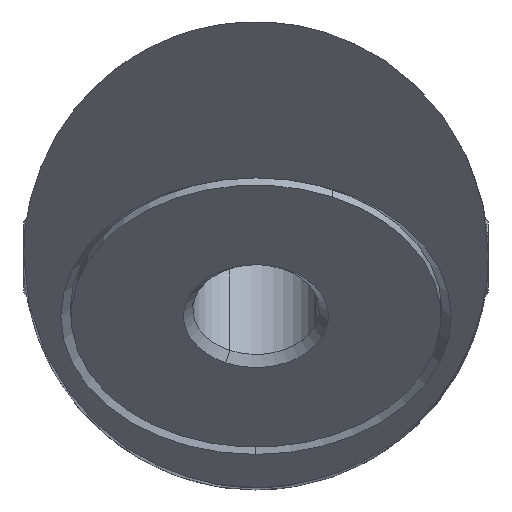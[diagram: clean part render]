
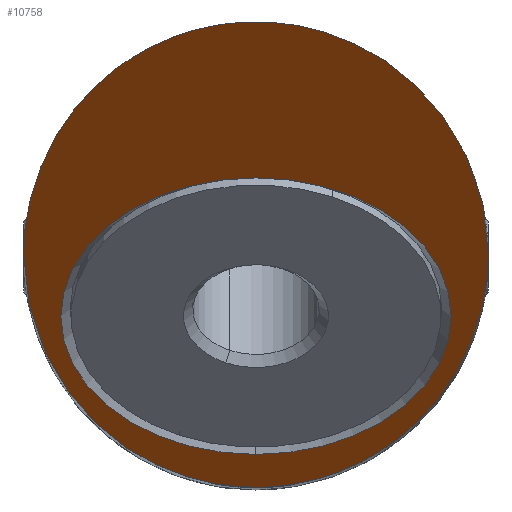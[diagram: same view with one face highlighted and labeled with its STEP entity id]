
A CAD part, top view. The second image highlights one B-rep face of the part: STEP entity #10758.
In plain terms, the highlighted planar face has unit normal (0, -0.707, 0.707).
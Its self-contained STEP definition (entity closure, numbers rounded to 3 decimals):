
#552 = CARTESIAN_POINT ( 'NONE',  ( -12.5, 0., 90. ) ) ;
#835 =( BOUNDED_CURVE ( )  B_SPLINE_CURVE ( 3, ( #4357, #11078, #15218, #15042 ),
 .UNSPECIFIED., .F., .F. ) 
 B_SPLINE_CURVE_WITH_KNOTS ( ( 4, 4 ),
 ( 4.712, 7.854 ),
 .UNSPECIFIED. ) 
 CURVE ( )  GEOMETRIC_REPRESENTATION_ITEM ( )  RATIONAL_B_SPLINE_CURVE ( ( 1., 0.333, 0.333, 1. ) ) 
 REPRESENTATION_ITEM ( '' )  );
#949 = CIRCLE ( 'NONE', #10825, 10.5 ) ;
#1698 = CIRCLE ( 'NONE', #12785, 10.5 ) ;
#1745 = DIRECTION ( 'NONE',  ( 0., 0.707, -0.707 ) ) ;
#2478 = VERTEX_POINT ( 'NONE', #14538 ) ;
#2860 = PLANE ( 'NONE',  #9689 ) ;
#3027 = CARTESIAN_POINT ( 'NONE',  ( -12.5, -45., 45. ) ) ;
#3293 = EDGE_CURVE ( 'NONE', #2478, #12637, #949, .T. ) ;
#4060 = ORIENTED_EDGE ( 'NONE', *, *, #11350, .T. ) ;
#4347 = DIRECTION ( 'NONE',  ( 0., -0.707, -0.707 ) ) ;
#4357 = CARTESIAN_POINT ( 'NONE',  ( -12.5, 0., 90. ) ) ;
#4732 = FACE_OUTER_BOUND ( 'NONE', #10887, .T. ) ;
#5400 = EDGE_CURVE ( 'NONE', #12987, #16969, #835, .T. ) ;
#7003 = CARTESIAN_POINT ( 'NONE',  ( 12.5, 0., 90. ) ) ;
#7118 = DIRECTION ( 'NONE',  ( 0., -0.707, -0.707 ) ) ;
#7611 = ORIENTED_EDGE ( 'NONE', *, *, #5400, .T. ) ;
#8516 = CARTESIAN_POINT ( 'NONE',  ( 12.5, 0., 90. ) ) ;
#8604 = CARTESIAN_POINT ( 'NONE',  ( -12.5, 25., 115. ) ) ;
#9005 = ORIENTED_EDGE ( 'NONE', *, *, #3293, .T. ) ;
#9689 = AXIS2_PLACEMENT_3D ( 'NONE', #3027, #12536, #7118 ) ;
#10758 = ADVANCED_FACE ( 'NONE', ( #14597, #4732 ), #2860, .T. ) ;
#10825 = AXIS2_PLACEMENT_3D ( 'NONE', #16960, #1745, #11249 ) ;
#10887 = EDGE_LOOP ( 'NONE', ( #7611, #12817 ) ) ;
#11078 = CARTESIAN_POINT ( 'NONE',  ( -12.5, -25., 65. ) ) ;
#11249 = DIRECTION ( 'NONE',  ( 0., -0.707, -0.707 ) ) ;
#11350 = EDGE_CURVE ( 'NONE', #12637, #2478, #1698, .T. ) ;
#11423 = CARTESIAN_POINT ( 'NONE',  ( 12.5, 25., 115. ) ) ;
#11478 = CARTESIAN_POINT ( 'NONE',  ( -12.5, 0., 90. ) ) ;
#12340 = CARTESIAN_POINT ( 'NONE',  ( 0., -10.732, 79.268 ) ) ;
#12479 =( BOUNDED_CURVE ( )  B_SPLINE_CURVE ( 3, ( #7003, #11423, #8604, #11478 ),
 .UNSPECIFIED., .F., .T. ) 
 B_SPLINE_CURVE_WITH_KNOTS ( ( 4, 4 ),
 ( 1.571, 4.712 ),
 .UNSPECIFIED. ) 
 CURVE ( )  GEOMETRIC_REPRESENTATION_ITEM ( )  RATIONAL_B_SPLINE_CURVE ( ( 1., 0.333, 0.333, 1. ) ) 
 REPRESENTATION_ITEM ( '' )  );
#12536 = DIRECTION ( 'NONE',  ( 0., -0.707, 0.707 ) ) ;
#12624 = CARTESIAN_POINT ( 'NONE',  ( 0., -3.308, 86.692 ) ) ;
#12637 = VERTEX_POINT ( 'NONE', #12340 ) ;
#12785 = AXIS2_PLACEMENT_3D ( 'NONE', #12624, #14030, #4347 ) ;
#12817 = ORIENTED_EDGE ( 'NONE', *, *, #16690, .T. ) ;
#12987 = VERTEX_POINT ( 'NONE', #552 ) ;
#14030 = DIRECTION ( 'NONE',  ( 0., 0.707, -0.707 ) ) ;
#14538 = CARTESIAN_POINT ( 'NONE',  ( 0., 4.117, 94.117 ) ) ;
#14597 = FACE_BOUND ( 'NONE', #14859, .T. ) ;
#14859 = EDGE_LOOP ( 'NONE', ( #4060, #9005 ) ) ;
#15042 = CARTESIAN_POINT ( 'NONE',  ( 12.5, 0., 90. ) ) ;
#15218 = CARTESIAN_POINT ( 'NONE',  ( 12.5, -25., 65. ) ) ;
#16690 = EDGE_CURVE ( 'NONE', #16969, #12987, #12479, .T. ) ;
#16960 = CARTESIAN_POINT ( 'NONE',  ( 0., -3.308, 86.692 ) ) ;
#16969 = VERTEX_POINT ( 'NONE', #8516 ) ;
